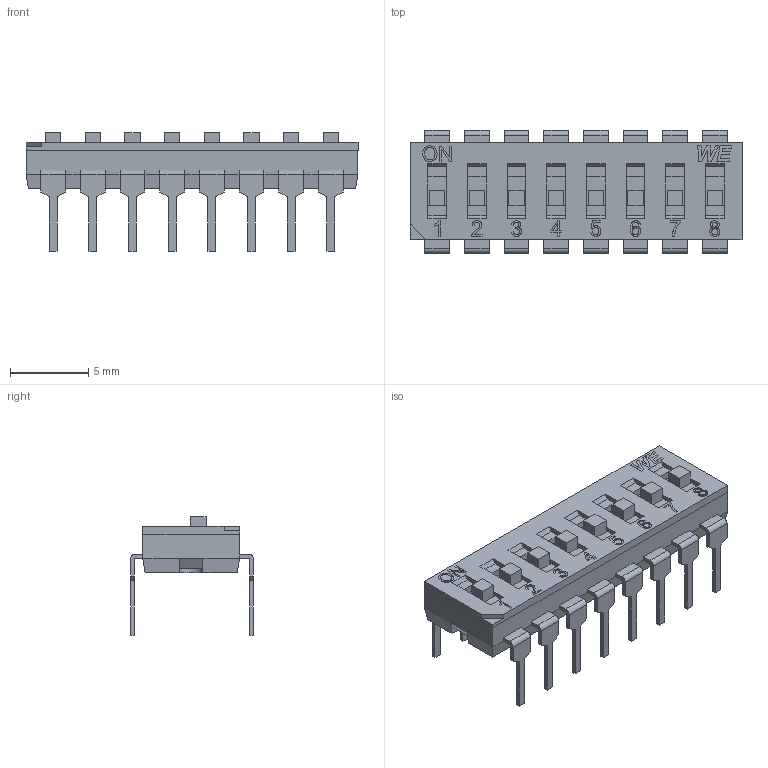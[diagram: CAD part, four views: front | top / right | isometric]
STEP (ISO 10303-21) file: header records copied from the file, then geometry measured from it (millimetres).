
FILE_DESCRIPTION( ( 'Unknown' ), '1' );
FILE_NAME( '418127270908.stp', 'Unknown', ( 'Unknown' ), ( 'Unknown' ), 'PSStep 17.0.49', 'Unknown', ' ' );
FILE_SCHEMA( ( 'AUTOMOTIVE_DESIGN { 1 0 10303 214 1 1 1 1 }' ) );
Length unit declared in the file: millimetre
Products named in the file (7): Assem1; Terminal_front; Terminal_back; Actuator; Contact; Base 08; Cover 08
Assembly tree (34 placements, depth 2):
  Assem1
    Terminal_front  x8
    Terminal_back  x8
    Actuator  x8
    Contact  x8
    Base 08
    Cover 08
Bounding box: 21.26 x 7.87 x 7.6 mm (x, y, z)
Volume: 364.3 mm3; surface area: 1554.7 mm2
Topology: 34 solids, 34 shells, 1276 faces, 3558 edges, 2346 vertices
Faces by surface type: plane 1077, cylinder 178, extrusion 21
Full cylindrical faces by diameter (mm): 0.45 x16, 0.5 x32, 1.9 x1
Entity records: 21333 total; most frequent: CARTESIAN_POINT 4242, ORIENTED_EDGE 2784, DIRECTION 2363, EDGE_CURVE 1392, VECTOR 1123, LINE 1102, VERTEX_POINT 906, AXIS2_PLACEMENT_3D 620
